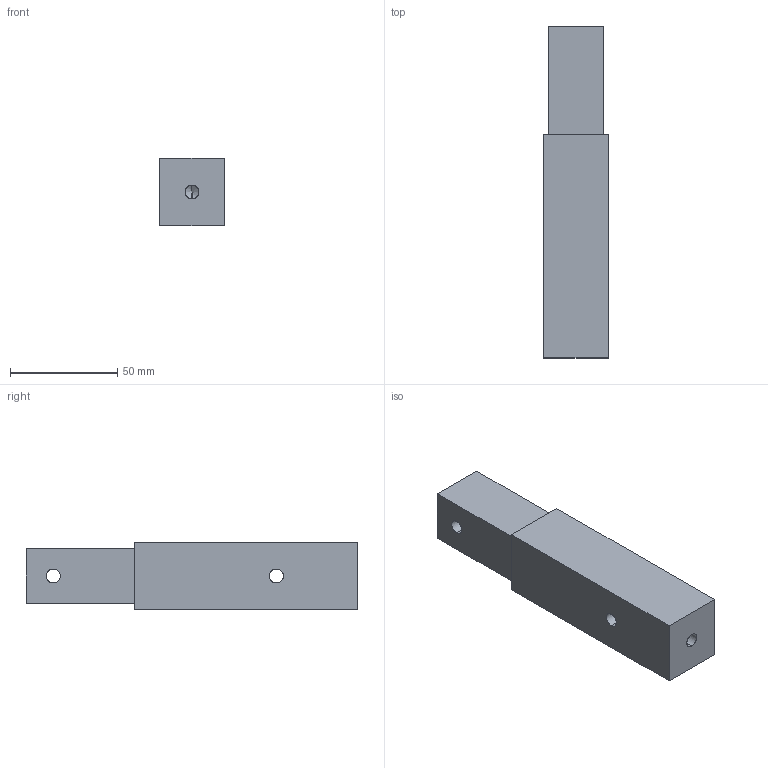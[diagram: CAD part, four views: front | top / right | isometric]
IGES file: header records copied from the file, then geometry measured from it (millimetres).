
Start section: SolidWorks IGES file using analytic representation for surfaces
Global section: file name: 120HD1200586-v1_aLIGO_ITM Ellliptical Lift Stand Extension Tube.IGS; native system: SolidWorks 2012; preprocessor: SolidWorks 2012; author: tnguyen; date: 121016.150532; units: inch
Bounding box: 29.97 x 154.94 x 31.5 mm (x, y, z)
Surface area: 21442 mm2 (no closed solid volume)
Topology: 0 solids, 0 shells, 19 faces, 240 edges, 238 vertices
Faces by surface type: bspline 11, revolution 8
